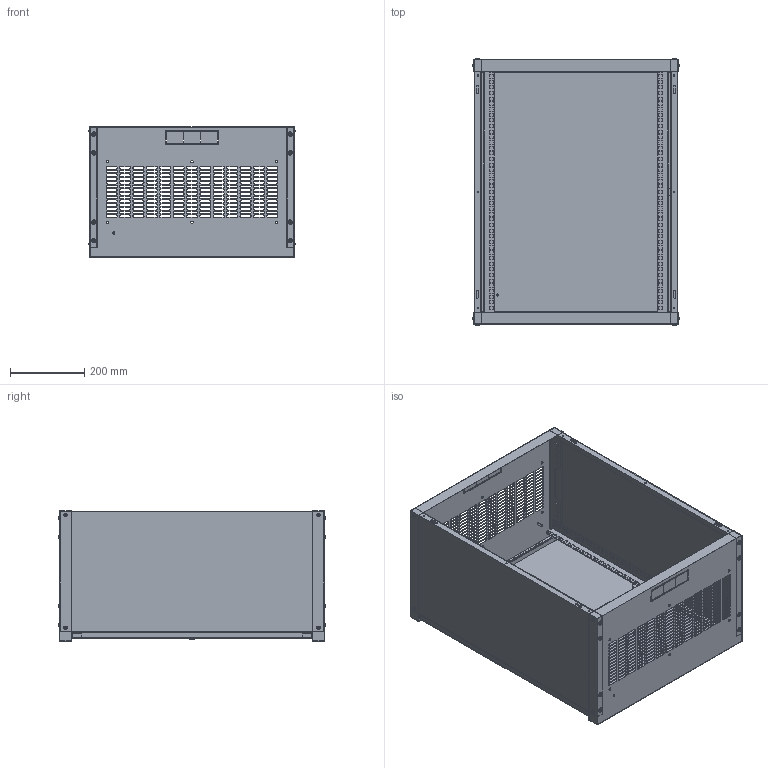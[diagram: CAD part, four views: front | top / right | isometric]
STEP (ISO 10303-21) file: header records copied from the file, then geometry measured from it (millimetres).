
FILE_DESCRIPTION (( 'STEP AP214' ), '1' );
FILE_NAME ('ITK_LINEA_WE_550x350x15U_Me.STEP', '2018-11-28T06:57:40', ( '' ), ( '' ), 'SwSTEP 2.0', 'SolidWorks 2014', '' );
FILE_SCHEMA (( 'AUTOMOTIVE_DESIGN' ));
Length unit declared in the file: millimetre
Products named in the file (9): Vint_01; ITK_LINEA_WE_550x350x15U_Me; Vint_rezb_Œ4å6; Osnovanie_550x350; Bokovina_15U; Dver_me_15U; Bokovina_550x350_15U; Gayka; Ugolok_15U
Assembly tree (38 placements, depth 3):
  ITK_LINEA_WE_550x350x15U_Me
    Osnovanie_550x350  x2
    Bokovina_550x350_15U  x2
      Bokovina_15U
      Gayka
    Dver_me_15U
    Ugolok_15U  x2
    Vint_01  x20
    Vint_rezb_Œ4å6  x8
Bounding box: 554.72 x 718.86 x 350 mm (x, y, z)
Volume: 1567885.3 mm3; surface area: 3089483.6 mm2
Topology: 39 solids, 39 shells, 4665 faces, 13274 edges, 8718 vertices
Faces by surface type: plane 2981, cylinder 1508, bspline 96, sphere 56, torus 16, cone 8
Entity records: 64266 total; most frequent: CARTESIAN_POINT 11474, ORIENTED_EDGE 10888, DIRECTION 10616, EDGE_CURVE 5444, VECTOR 4008, LINE 4008, VERTEX_POINT 3602, AXIS2_PLACEMENT_3D 3304
